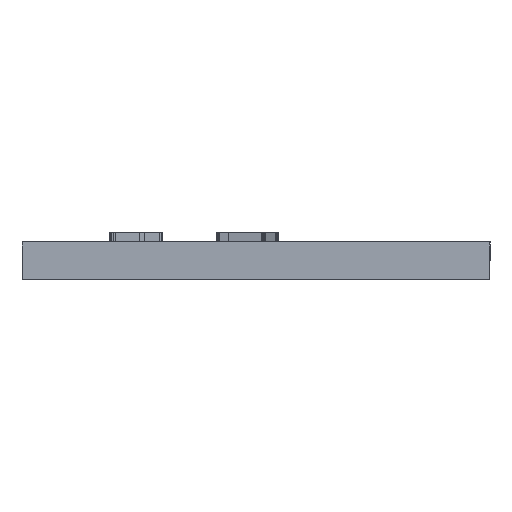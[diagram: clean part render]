
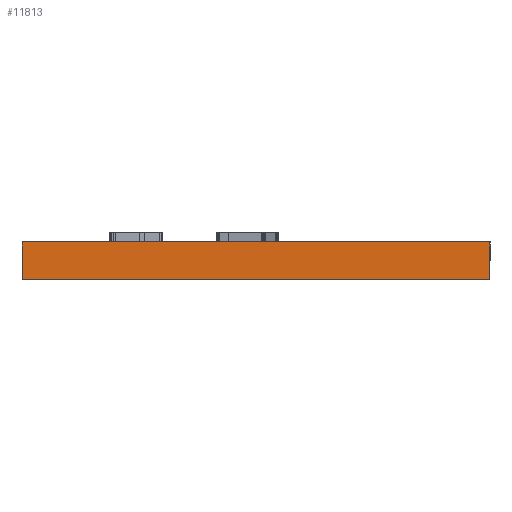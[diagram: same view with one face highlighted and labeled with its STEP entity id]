
A CAD part, left-side view. The second image highlights one B-rep face of the part: STEP entity #11813.
In plain terms, the highlighted planar face has unit normal (-1, 0, 0).
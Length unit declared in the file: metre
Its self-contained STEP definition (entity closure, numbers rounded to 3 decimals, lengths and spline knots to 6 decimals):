
#84=PLANE('',#12918);
#1160=LINE('',#17552,#2091);
#1181=LINE('',#17693,#2112);
#1184=LINE('',#17698,#2115);
#1185=LINE('',#17700,#2116);
#2091=VECTOR('',#14037,1.);
#2112=VECTOR('',#14112,1.);
#2115=VECTOR('',#14117,1.);
#2116=VECTOR('',#14120,1.);
#3248=ORIENTED_EDGE('',*,*,#6870,.T.);
#3249=ORIENTED_EDGE('',*,*,#6874,.F.);
#3250=ORIENTED_EDGE('',*,*,#6812,.F.);
#3251=ORIENTED_EDGE('',*,*,#6873,.T.);
#6812=EDGE_CURVE('',#8639,#8640,#1160,.T.);
#6870=EDGE_CURVE('',#8696,#8695,#1181,.T.);
#6873=EDGE_CURVE('',#8639,#8696,#1184,.T.);
#6874=EDGE_CURVE('',#8640,#8695,#1185,.T.);
#8639=VERTEX_POINT('',#17551);
#8640=VERTEX_POINT('',#17553);
#8695=VERTEX_POINT('',#17692);
#8696=VERTEX_POINT('',#17694);
#10188=EDGE_LOOP('',(#3248,#3249,#3250,#3251));
#10909=FACE_BOUND('',#10188,.T.);
#11813=ADVANCED_FACE('',(#10909),#84,.F.);
#12918=AXIS2_PLACEMENT_3D('',#17699,#14118,#14119);
#14037=DIRECTION('',(0.,-1.,0.));
#14112=DIRECTION('',(0.,-1.,0.));
#14117=DIRECTION('',(0.,0.,-1.));
#14118=DIRECTION('',(1.,0.,0.));
#14119=DIRECTION('',(0.,0.,-1.));
#14120=DIRECTION('',(0.,0.,-1.));
#17551=CARTESIAN_POINT('',(-0.07478,0.05,0.004));
#17552=CARTESIAN_POINT('',(-0.07478,0.025,0.004));
#17553=CARTESIAN_POINT('',(-0.07478,0.,0.004));
#17692=CARTESIAN_POINT('',(-0.07478,0.,0.));
#17693=CARTESIAN_POINT('',(-0.07478,0.025,0.));
#17694=CARTESIAN_POINT('',(-0.07478,0.05,0.));
#17698=CARTESIAN_POINT('',(-0.07478,0.05,0.004));
#17699=CARTESIAN_POINT('',(-0.07478,0.025,0.004));
#17700=CARTESIAN_POINT('',(-0.07478,0.,0.004));
